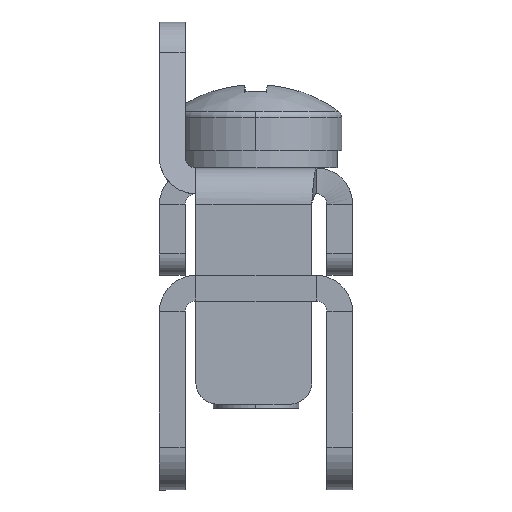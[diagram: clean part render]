
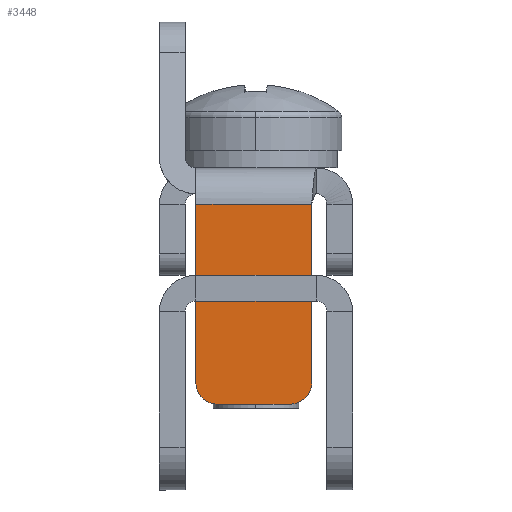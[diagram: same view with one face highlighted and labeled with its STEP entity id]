
A CAD part, left-side view. The second image highlights one B-rep face of the part: STEP entity #3448.
In plain terms, the highlighted planar face has unit normal (-1, 0, 0).
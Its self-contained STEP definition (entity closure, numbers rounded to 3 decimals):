
#146 = LINE ( 'NONE', #3506, #2126 ) ;
#209 = VECTOR ( 'NONE', #5734, 1000. ) ;
#226 = VERTEX_POINT ( 'NONE', #4535 ) ;
#285 = CIRCLE ( 'NONE', #5563, 1. ) ;
#357 = LINE ( 'NONE', #3106, #209 ) ;
#774 = DIRECTION ( 'NONE',  ( -1., 0., 0. ) ) ;
#919 = AXIS2_PLACEMENT_3D ( 'NONE', #1755, #774, #1693 ) ;
#1329 = VERTEX_POINT ( 'NONE', #3988 ) ;
#1377 = CARTESIAN_POINT ( 'NONE',  ( -15., -1.593, -10. ) ) ;
#1387 = ORIENTED_EDGE ( 'NONE', *, *, #3082, .F. ) ;
#1436 = VECTOR ( 'NONE', #5542, 1000. ) ;
#1693 = DIRECTION ( 'NONE',  ( 0., 0., -1. ) ) ;
#1715 = VERTEX_POINT ( 'NONE', #2751 ) ;
#1755 = CARTESIAN_POINT ( 'NONE',  ( -15., 1.8, -10. ) ) ;
#1811 = VERTEX_POINT ( 'NONE', #1955 ) ;
#1955 = CARTESIAN_POINT ( 'NONE',  ( -15., 1.8, -11. ) ) ;
#2068 = ORIENTED_EDGE ( 'NONE', *, *, #5043, .T. ) ;
#2126 = VECTOR ( 'NONE', #4428, 1000. ) ;
#2291 = DIRECTION ( 'NONE',  ( -1., 0., 0. ) ) ;
#2448 = CARTESIAN_POINT ( 'NONE',  ( -15., -2.593, -1.7 ) ) ;
#2457 = DIRECTION ( 'NONE',  ( 1., 0., 0. ) ) ;
#2490 = PLANE ( 'NONE',  #5685 ) ;
#2668 = VERTEX_POINT ( 'NONE', #2448 ) ;
#2711 = DIRECTION ( 'NONE',  ( 0., 0., -1. ) ) ;
#2751 = CARTESIAN_POINT ( 'NONE',  ( -15., 2.8, -10. ) ) ;
#2878 = LINE ( 'NONE', #2905, #5609 ) ;
#2905 = CARTESIAN_POINT ( 'NONE',  ( -15., -4.5, -1.7 ) ) ;
#3082 = EDGE_CURVE ( 'NONE', #2668, #3393, #5489, .T. ) ;
#3106 = CARTESIAN_POINT ( 'NONE',  ( -15., -4.5, -11. ) ) ;
#3393 = VERTEX_POINT ( 'NONE', #3838 ) ;
#3448 = ADVANCED_FACE ( 'NONE', ( #5234 ), #2490, .F. ) ;
#3504 = EDGE_CURVE ( 'NONE', #226, #1811, #357, .T. ) ;
#3506 = CARTESIAN_POINT ( 'NONE',  ( -15., 2.8, 0. ) ) ;
#3736 = CARTESIAN_POINT ( 'NONE',  ( -15., -2.593, -1.2 ) ) ;
#3838 = CARTESIAN_POINT ( 'NONE',  ( -15., -2.593, -10. ) ) ;
#3870 = EDGE_LOOP ( 'NONE', ( #2068, #4427, #4722, #4301, #1387, #4400 ) ) ;
#3924 = CIRCLE ( 'NONE', #919, 1. ) ;
#3988 = CARTESIAN_POINT ( 'NONE',  ( -15., 2.8, -1.7 ) ) ;
#4281 = CARTESIAN_POINT ( 'NONE',  ( -15., 0., 0. ) ) ;
#4301 = ORIENTED_EDGE ( 'NONE', *, *, #5676, .T. ) ;
#4400 = ORIENTED_EDGE ( 'NONE', *, *, #5363, .F. ) ;
#4427 = ORIENTED_EDGE ( 'NONE', *, *, #4633, .T. ) ;
#4428 = DIRECTION ( 'NONE',  ( 0., 0., -1. ) ) ;
#4535 = CARTESIAN_POINT ( 'NONE',  ( -15., -1.593, -11. ) ) ;
#4633 = EDGE_CURVE ( 'NONE', #1715, #1811, #3924, .T. ) ;
#4674 = DIRECTION ( 'NONE',  ( 0., -1., 0. ) ) ;
#4722 = ORIENTED_EDGE ( 'NONE', *, *, #3504, .F. ) ;
#4757 = DIRECTION ( 'NONE',  ( 0., 0., -1. ) ) ;
#5043 = EDGE_CURVE ( 'NONE', #1329, #1715, #146, .T. ) ;
#5234 = FACE_OUTER_BOUND ( 'NONE', #3870, .T. ) ;
#5363 = EDGE_CURVE ( 'NONE', #1329, #2668, #2878, .T. ) ;
#5489 = LINE ( 'NONE', #3736, #1436 ) ;
#5542 = DIRECTION ( 'NONE',  ( 0., 0., -1. ) ) ;
#5563 = AXIS2_PLACEMENT_3D ( 'NONE', #1377, #2291, #2711 ) ;
#5609 = VECTOR ( 'NONE', #4674, 1000. ) ;
#5676 = EDGE_CURVE ( 'NONE', #226, #3393, #285, .T. ) ;
#5685 = AXIS2_PLACEMENT_3D ( 'NONE', #4281, #2457, #4757 ) ;
#5734 = DIRECTION ( 'NONE',  ( 0., 1., 0. ) ) ;
